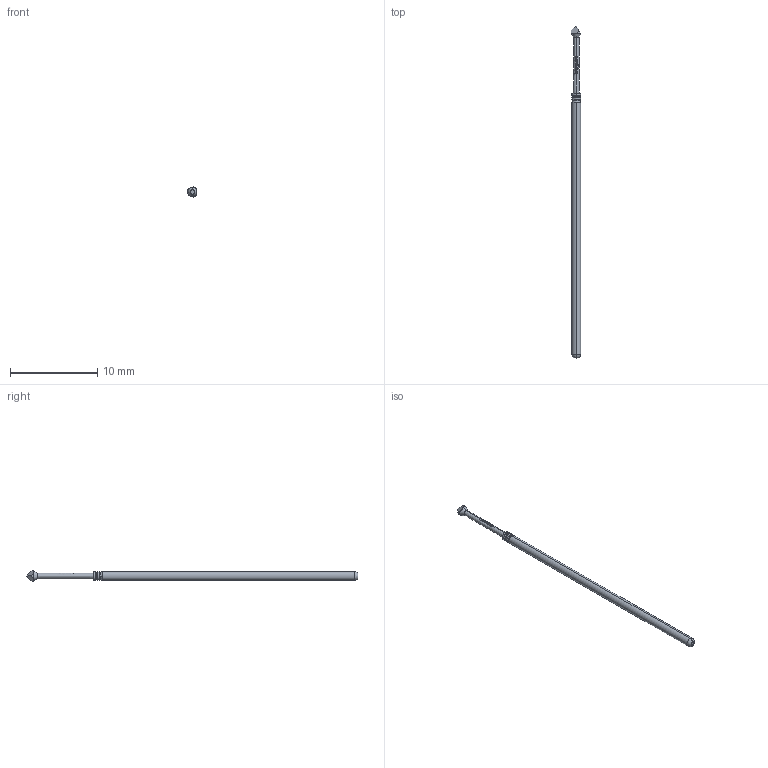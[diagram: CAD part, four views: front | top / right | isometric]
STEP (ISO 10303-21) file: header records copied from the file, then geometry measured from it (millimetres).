
FILE_DESCRIPTION (( 'STEP AP203' ), '1' );
FILE_NAME ('INGUN_GKS-075_207_120_A_xx00_E.STEP', '2021-09-27T07:38:21', ( 'ochi' ), ( '' ), 'SwSTEP 2.0', 'SolidWorks 2018', '' );
FILE_SCHEMA (( 'CONFIG_CONTROL_DESIGN' ));
Length unit declared in the file: millimetre
Products named in the file (1): INGUN_GKS-075_207_120_A_xx00_E
Bounding box: 1.13 x 38.1 x 1.18 mm (x, y, z)
Volume: 27.3 mm3; surface area: 115.1 mm2
Topology: 1 solids, 1 shells, 93 faces, 256 edges, 167 vertices
Faces by surface type: bspline 51, cone 16, cylinder 11, torus 10, plane 5
Entity records: 4002 total; most frequent: CARTESIAN_POINT 2046, ORIENTED_EDGE 512, EDGE_CURVE 256, DIRECTION 201, B_SPLINE_CURVE_WITH_KNOTS 180, VERTEX_POINT 167, EDGE_LOOP 95, ADVANCED_FACE 93
